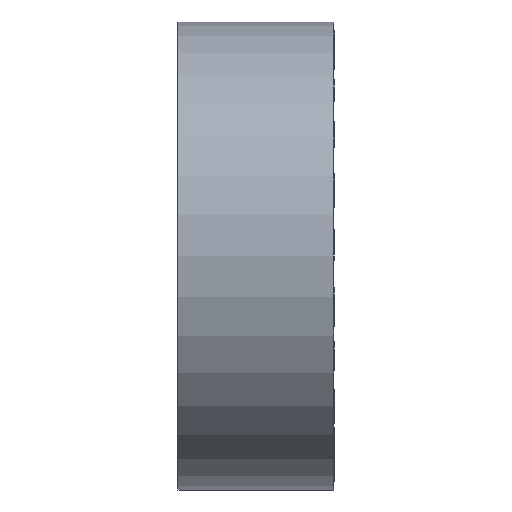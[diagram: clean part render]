
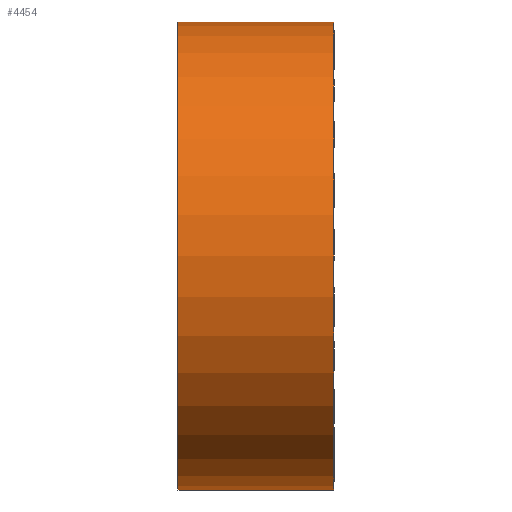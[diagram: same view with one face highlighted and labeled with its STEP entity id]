
A CAD part, left-side view. The second image highlights one B-rep face of the part: STEP entity #4454.
In plain terms, the highlighted cylindrical face has radius 38.1 mm (diameter 76.2 mm), a partial arc.
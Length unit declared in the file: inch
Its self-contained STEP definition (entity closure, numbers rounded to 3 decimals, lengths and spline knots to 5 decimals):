
#153 = DIRECTION ( 'NONE',  ( 0., 1., 0. ) ) ;
#708 = CARTESIAN_POINT ( 'NONE',  ( -3.92506, 1., 1.5 ) ) ;
#1037 = ORIENTED_EDGE ( 'NONE', *, *, #3061, .T. ) ;
#1082 = AXIS2_PLACEMENT_3D ( 'NONE', #13737, #2753, #6434 ) ;
#1303 = CARTESIAN_POINT ( 'NONE',  ( -3.92506, 1., -1.5 ) ) ;
#1631 = VERTEX_POINT ( 'NONE', #7990 ) ;
#2451 = EDGE_CURVE ( 'NONE', #11310, #2920, #6343, .T. ) ;
#2753 = DIRECTION ( 'NONE',  ( 0., -1., 0. ) ) ;
#2920 = VERTEX_POINT ( 'NONE', #4595 ) ;
#3061 = EDGE_CURVE ( 'NONE', #1631, #2920, #7120, .T. ) ;
#3082 = VECTOR ( 'NONE', #3710, 39.37008 ) ;
#3331 = AXIS2_PLACEMENT_3D ( 'NONE', #13821, #6494, #15029 ) ;
#3634 = EDGE_CURVE ( 'NONE', #11626, #1631, #8434, .T. ) ;
#3710 = DIRECTION ( 'NONE',  ( 0., -1., 0. ) ) ;
#4454 = ADVANCED_FACE ( 'NONE', ( #13011 ), #12243, .T. ) ;
#4595 = CARTESIAN_POINT ( 'NONE',  ( -3.92506, 0., 1.5 ) ) ;
#5005 = CARTESIAN_POINT ( 'NONE',  ( -3.92506, 1., -1.5 ) ) ;
#6343 = LINE ( 'NONE', #8565, #3082 ) ;
#6434 = DIRECTION ( 'NONE',  ( 0., 0., -1. ) ) ;
#6494 = DIRECTION ( 'NONE',  ( 0., 1., 0. ) ) ;
#7120 = CIRCLE ( 'NONE', #9414, 1.5 ) ;
#7422 = CARTESIAN_POINT ( 'NONE',  ( -3.92506, 0., 0. ) ) ;
#7990 = CARTESIAN_POINT ( 'NONE',  ( -3.92506, 0., -1.5 ) ) ;
#8186 = CIRCLE ( 'NONE', #3331, 1.5 ) ;
#8434 = LINE ( 'NONE', #1303, #14543 ) ;
#8565 = CARTESIAN_POINT ( 'NONE',  ( -3.92506, 1., 1.5 ) ) ;
#8665 = DIRECTION ( 'NONE',  ( 0., 0., 1. ) ) ;
#8672 = ORIENTED_EDGE ( 'NONE', *, *, #3634, .T. ) ;
#9414 = AXIS2_PLACEMENT_3D ( 'NONE', #7422, #153, #8665 ) ;
#10388 = ORIENTED_EDGE ( 'NONE', *, *, #13627, .F. ) ;
#11310 = VERTEX_POINT ( 'NONE', #708 ) ;
#11626 = VERTEX_POINT ( 'NONE', #5005 ) ;
#12204 = DIRECTION ( 'NONE',  ( 0., -1., 0. ) ) ;
#12243 = CYLINDRICAL_SURFACE ( 'NONE', #1082, 1.5 ) ;
#13011 = FACE_OUTER_BOUND ( 'NONE', #14741, .T. ) ;
#13627 = EDGE_CURVE ( 'NONE', #11626, #11310, #8186, .T. ) ;
#13737 = CARTESIAN_POINT ( 'NONE',  ( -3.92506, 1., 0. ) ) ;
#13821 = CARTESIAN_POINT ( 'NONE',  ( -3.92506, 1., 0. ) ) ;
#14543 = VECTOR ( 'NONE', #12204, 39.37008 ) ;
#14741 = EDGE_LOOP ( 'NONE', ( #1037, #15141, #10388, #8672 ) ) ;
#15029 = DIRECTION ( 'NONE',  ( 0., 0., 1. ) ) ;
#15141 = ORIENTED_EDGE ( 'NONE', *, *, #2451, .F. ) ;
